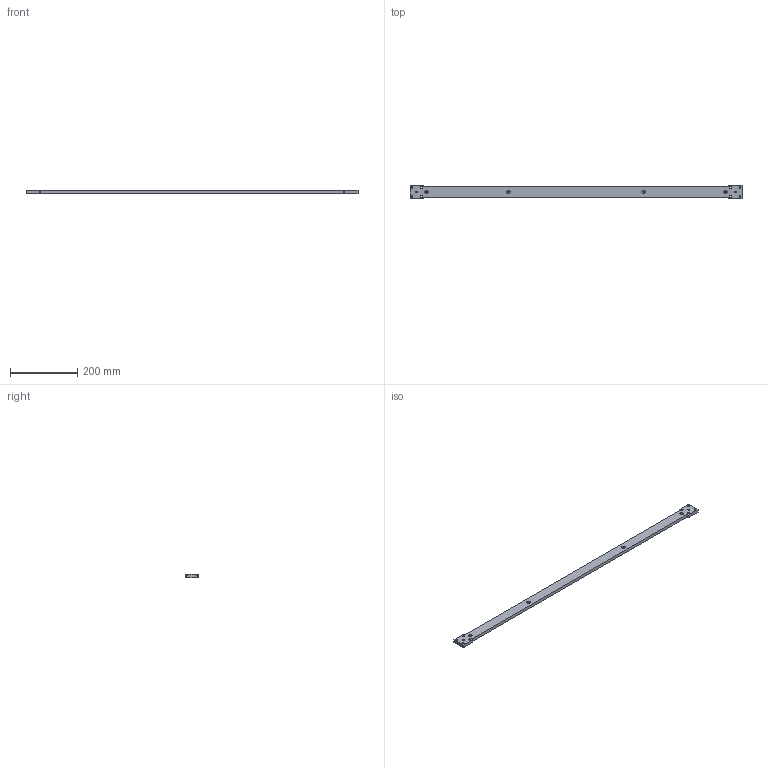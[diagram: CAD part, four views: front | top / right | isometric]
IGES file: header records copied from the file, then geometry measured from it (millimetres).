
Start section: START RECORD GO HERE.
Global section: file name: Solution 2.igs; native system: DASSAULT SYSTEMES CATIA Version 5-6 Release 2017 - www.3ds.com; preprocessor: V5-6R2017_5.27.2.31.03-26-2018.17.00; author: AGULSTS; organization: DASSAULT-AVION; date: 20191119.100242; units: millimetre
Bounding box: 986 x 39 x 10 mm (x, y, z)
Surface area: 82808 mm2 (no closed solid volume)
Topology: 0 solids, 0 shells, 74 faces, 384 edges, 384 vertices
Faces by surface type: revolution 56, plane 18
